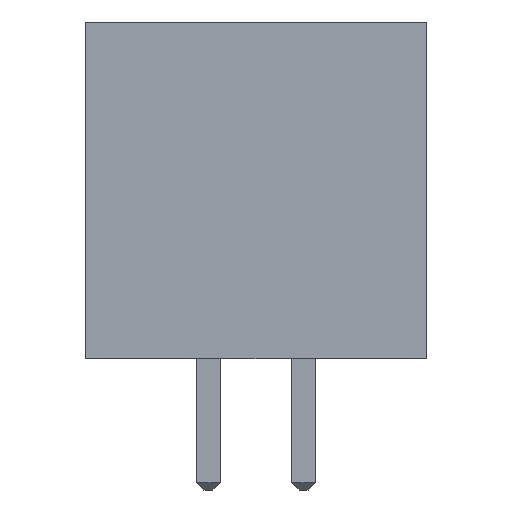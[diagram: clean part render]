
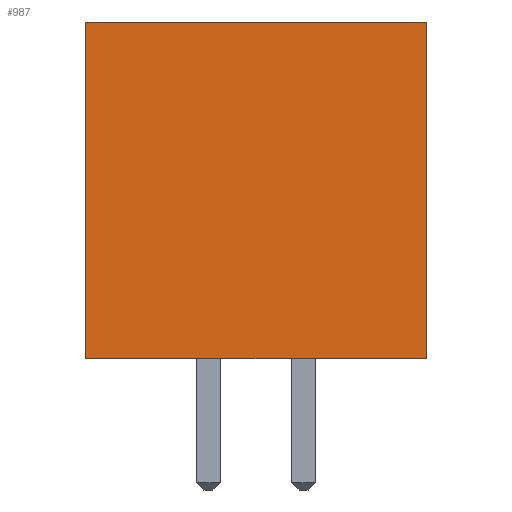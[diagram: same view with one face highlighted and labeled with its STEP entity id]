
A CAD part, left-side view. The second image highlights one B-rep face of the part: STEP entity #987.
In plain terms, the highlighted planar face has unit normal (-1, 0, 0).
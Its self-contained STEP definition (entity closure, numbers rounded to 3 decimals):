
#48 = LINE ( 'NONE', #834, #784 ) ;
#111 = DIRECTION ( 'NONE',  ( 0., 0., -1. ) ) ;
#123 = CARTESIAN_POINT ( 'NONE',  ( -12.74, -4.55, 9. ) ) ;
#162 = VERTEX_POINT ( 'NONE', #582 ) ;
#169 = FACE_OUTER_BOUND ( 'NONE', #552, .T. ) ;
#189 = CARTESIAN_POINT ( 'NONE',  ( -12.74, -4.55, 9. ) ) ;
#199 = DIRECTION ( 'NONE',  ( 0., 0., -1. ) ) ;
#274 = EDGE_CURVE ( 'NONE', #625, #279, #632, .T. ) ;
#277 = LINE ( 'NONE', #1000, #948 ) ;
#279 = VERTEX_POINT ( 'NONE', #363 ) ;
#288 = EDGE_CURVE ( 'NONE', #162, #625, #989, .T. ) ;
#363 = CARTESIAN_POINT ( 'NONE',  ( -12.74, -4.55, 0. ) ) ;
#395 = VECTOR ( 'NONE', #199, 1000. ) ;
#456 = CARTESIAN_POINT ( 'NONE',  ( -12.74, -4.55, 9. ) ) ;
#552 = EDGE_LOOP ( 'NONE', ( #641, #794, #680, #985 ) ) ;
#574 = PLANE ( 'NONE',  #875 ) ;
#582 = CARTESIAN_POINT ( 'NONE',  ( -12.74, 4.55, 9. ) ) ;
#625 = VERTEX_POINT ( 'NONE', #189 ) ;
#632 = LINE ( 'NONE', #123, #395 ) ;
#641 = ORIENTED_EDGE ( 'NONE', *, *, #736, .T. ) ;
#677 = DIRECTION ( 'NONE',  ( 0., -1., 0. ) ) ;
#680 = ORIENTED_EDGE ( 'NONE', *, *, #288, .F. ) ;
#736 = EDGE_CURVE ( 'NONE', #742, #279, #48, .T. ) ;
#742 = VERTEX_POINT ( 'NONE', #904 ) ;
#745 = DIRECTION ( 'NONE',  ( 1., 0., 0. ) ) ;
#784 = VECTOR ( 'NONE', #677, 1000. ) ;
#794 = ORIENTED_EDGE ( 'NONE', *, *, #274, .F. ) ;
#834 = CARTESIAN_POINT ( 'NONE',  ( -12.74, -4.55, 0. ) ) ;
#835 = DIRECTION ( 'NONE',  ( 0., 0., -1. ) ) ;
#875 = AXIS2_PLACEMENT_3D ( 'NONE', #880, #745, #111 ) ;
#880 = CARTESIAN_POINT ( 'NONE',  ( -12.74, -4.55, 9. ) ) ;
#891 = VECTOR ( 'NONE', #993, 1000. ) ;
#894 = EDGE_CURVE ( 'NONE', #162, #742, #277, .T. ) ;
#904 = CARTESIAN_POINT ( 'NONE',  ( -12.74, 4.55, 0. ) ) ;
#948 = VECTOR ( 'NONE', #835, 1000. ) ;
#985 = ORIENTED_EDGE ( 'NONE', *, *, #894, .T. ) ;
#987 = ADVANCED_FACE ( 'NONE', ( #169 ), #574, .F. ) ;
#989 = LINE ( 'NONE', #456, #891 ) ;
#993 = DIRECTION ( 'NONE',  ( 0., -1., 0. ) ) ;
#1000 = CARTESIAN_POINT ( 'NONE',  ( -12.74, 4.55, 9. ) ) ;
